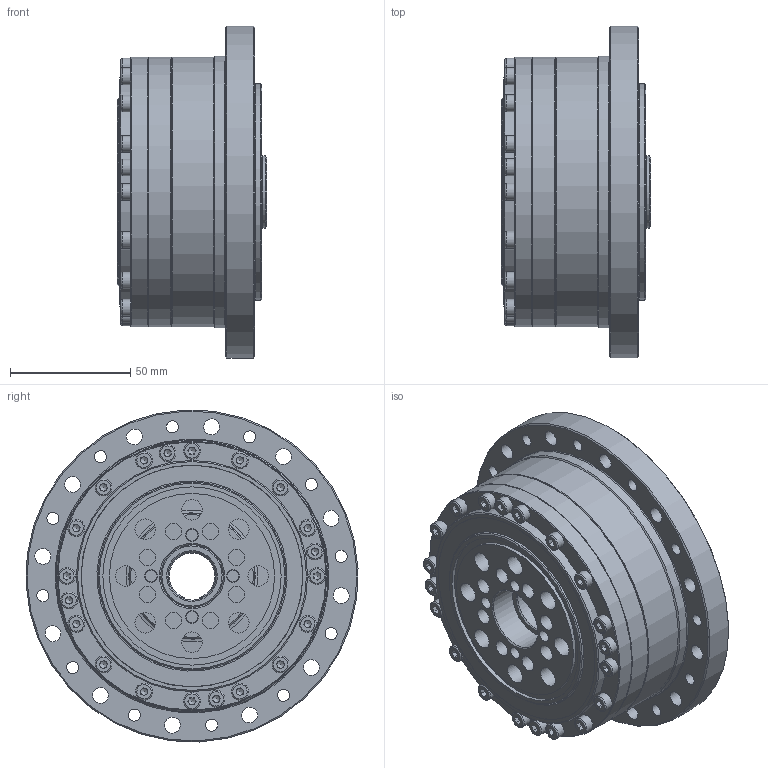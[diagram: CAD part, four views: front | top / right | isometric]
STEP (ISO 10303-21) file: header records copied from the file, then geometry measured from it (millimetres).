
FILE_DESCRIPTION(/* description */ ('STEP AP242','CAx-IF Rec.Pracs.---Representation and Presentation of Product Manufacturing Information (PMI)---4.0---2014-10-13','CAx-IF Rec.Pracs.---3D Tessellated Geometry---0.4---2014-09-14','2;1'),/* implementation_level */ '2;1');
FILE_NAME(/* name */ '688778f4d802c55501152dbd',/* time_stamp */ '2025-07-28T13:19:49Z',/* author */ (''),/* organization */ (''),/* preprocessor_version */ 'ST-DEVELOPER v20',/* originating_system */ 'ONSHAPE BY PTC INC, 1.201',/* authorisation */ ' ');
FILE_SCHEMA (('AP242_MANAGED_MODEL_BASED_3D_ENGINEERING_MIM_LF { 1 0 10303 442 1 1 4 }'));
Length unit declared in the file: metre
Products named in the file (21): CS-32-I; hexagon socket head cap screws gb_GB_FASTENER_SCREWS_HSHCS M4X12-C; 32-80??; hexagon socket head cap screws gb_GB_FASTENER_SCREWS_HSHCS M8X20-C; 5x16??; 32-??????; 32-80??????_?? <1>; STXB-T32-80-P04_??; circlips for shaft--type a large gb_GB_CONNECTING_PIECE_RING_RRA 22; STXB-T32-P05_??; STXB-T32-P01_??; STXB-T32-P02_??; 32????; STXB-T32-P03_??; CS-32???? <1>; ????-??-?5; ????-??-CS-32; 32-??????-2; 32-??????-1
Assembly tree (96 placements, depth 3):
  CS-32-I
    hexagon socket head cap screws gb_GB_FASTENER_SCREWS_HSHCS M4X12-C  x20
    32-80??
    hexagon socket head cap screws gb_GB_FASTENER_SCREWS_HSHCS M8X20-C  x8
    5x16??  x4
    32-80??
    32-??????
    32-80??????_?? <1>
      STXB-T32-80-P04_??
      circlips for shaft--type a large gb_GB_CONNECTING_PIECE_RING_RRA 22
      STXB-T32-P05_??
      STXB-T32-P01_??
      STXB-T32-P02_??
      32????
      STXB-T32-P03_??
    CS-32???? <1>
      ????-??-?5  x48
      32-??????
      ????-??-CS-32
      32-??????-2
      32-??????-1
Bounding box: 62.01 x 137.87 x 137.87 mm (x, y, z)
Volume: 416689.1 mm3; surface area: 215003.4 mm2
Topology: 94 solids, 94 shells, 1277 faces, 2721 edges, 1696 vertices
Faces by surface type: plane 689, cylinder 308, cone 233, torus 42, bspline 5
Full cylindrical faces by diameter (mm): 2 x2, 2.5 x3, 3.3 x20, 4 x20, 4.5 x36, 5 x72, 5.2 x4, 6.6 x12, 6.8 x8, 7 x20, 8 x8, 8.5 x8, 9 x16, 13 x8, 20 x1, 26 x3, 28.6 x1, 30 x2, 30.5 x4, 39 x2, 52 x1, 53 x2, 55 x1, 58.928 x1, 63.04 x2, 68.6 x1, 69 x1, 72 x1, 74 x1, 75.812 x2
Entity records: 17012 total; most frequent: CARTESIAN_POINT 4508, DIRECTION 2563, ORIENTED_EDGE 1692, AXIS2_PLACEMENT_3D 1137, FACE_BOUND 1089, EDGE_LOOP 1068, EDGE_CURVE 846, VERTEX_POINT 719
